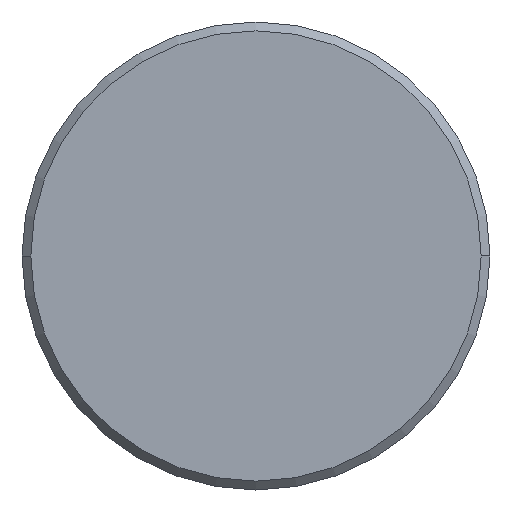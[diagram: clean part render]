
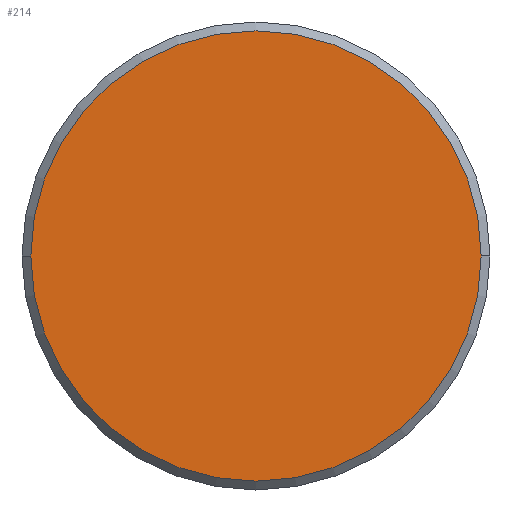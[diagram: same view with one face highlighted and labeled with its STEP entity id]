
A CAD part, left-side view. The second image highlights one B-rep face of the part: STEP entity #214.
In plain terms, the highlighted planar face has unit normal (-1, 0, 0).
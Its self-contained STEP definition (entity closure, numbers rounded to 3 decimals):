
#12 = CARTESIAN_POINT ( 'NONE',  ( -52.975, -7.638, 0. ) ) ;
#15 = VERTEX_POINT ( 'NONE', #12 ) ;
#35 = ORIENTED_EDGE ( 'NONE', *, *, #127, .F. ) ;
#41 = CARTESIAN_POINT ( 'NONE',  ( -52.975, 0., 0. ) ) ;
#48 = ORIENTED_EDGE ( 'NONE', *, *, #289, .F. ) ;
#90 = AXIS2_PLACEMENT_3D ( 'NONE', #106, #145, #286 ) ;
#94 = CIRCLE ( 'NONE', #90, 7.637 ) ;
#101 = CARTESIAN_POINT ( 'NONE',  ( -52.975, 0., 0. ) ) ;
#106 = CARTESIAN_POINT ( 'NONE',  ( -52.975, 0., 0. ) ) ;
#111 = DIRECTION ( 'NONE',  ( 0., -1., 0. ) ) ;
#127 = EDGE_CURVE ( 'NONE', #15, #215, #156, .T. ) ;
#133 = DIRECTION ( 'NONE',  ( 0., 1., 0. ) ) ;
#145 = DIRECTION ( 'NONE',  ( 1., 0., 0. ) ) ;
#154 = AXIS2_PLACEMENT_3D ( 'NONE', #101, #274, #133 ) ;
#156 = CIRCLE ( 'NONE', #154, 7.637 ) ;
#165 = CARTESIAN_POINT ( 'NONE',  ( -52.975, 7.637, 0. ) ) ;
#183 = EDGE_LOOP ( 'NONE', ( #48, #35 ) ) ;
#190 = PLANE ( 'NONE',  #299 ) ;
#191 = FACE_OUTER_BOUND ( 'NONE', #183, .T. ) ;
#214 = ADVANCED_FACE ( 'NONE', ( #191 ), #190, .T. ) ;
#215 = VERTEX_POINT ( 'NONE', #165 ) ;
#260 = DIRECTION ( 'NONE',  ( -1., 0., 0. ) ) ;
#274 = DIRECTION ( 'NONE',  ( 1., 0., 0. ) ) ;
#286 = DIRECTION ( 'NONE',  ( 0., 1., 0. ) ) ;
#289 = EDGE_CURVE ( 'NONE', #215, #15, #94, .T. ) ;
#299 = AXIS2_PLACEMENT_3D ( 'NONE', #41, #260, #111 ) ;
